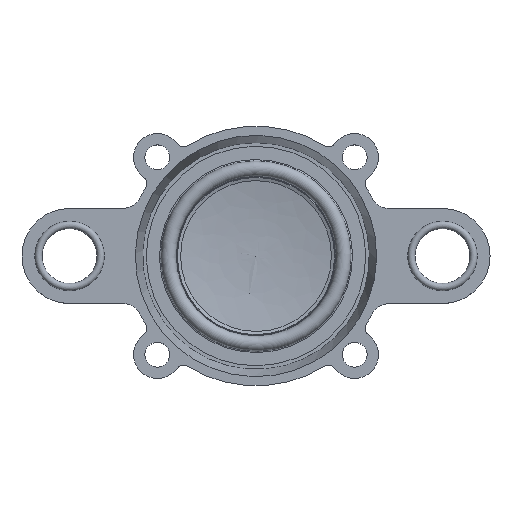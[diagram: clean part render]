
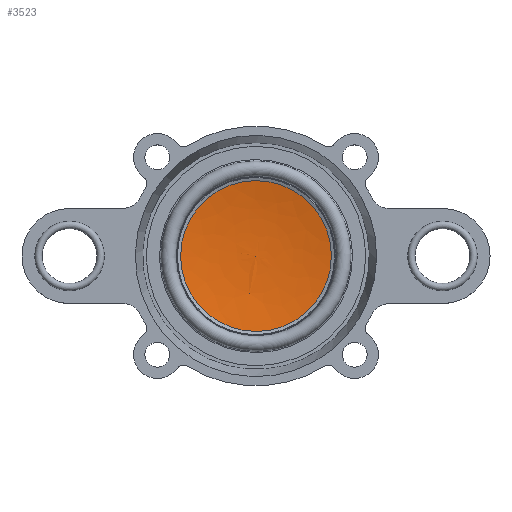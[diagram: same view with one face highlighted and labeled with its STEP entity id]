
A CAD part, top view. The second image highlights one B-rep face of the part: STEP entity #3523.
In plain terms, the highlighted free-form (B-spline) face has degree [2, 2] with [3, 9] control points.
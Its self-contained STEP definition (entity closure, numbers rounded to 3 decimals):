
#60=(
BOUNDED_SURFACE()
B_SPLINE_SURFACE(2,2,((#6737,#6738,#6739,#6740,#6741,#6742,#6743,#6744,
#6745),(#6746,#6747,#6748,#6749,#6750,#6751,#6752,#6753,#6754),(#6755,#6756,
#6757,#6758,#6759,#6760,#6761,#6762,#6763)),.UNSPECIFIED.,.F.,.T.,.F.)
B_SPLINE_SURFACE_WITH_KNOTS((3,3),(3,2,2,2,3),(-1.6,-1.395),
(-3.142,-1.571,0.,1.571,3.142),
 .UNSPECIFIED.)
GEOMETRIC_REPRESENTATION_ITEM()
RATIONAL_B_SPLINE_SURFACE(((1.,0.707,1.,0.707,1.,
0.707,1.,0.707,1.),(0.995,0.703,
0.995,0.703,0.995,0.703,
0.995,0.703,0.995),(1.,0.707,
1.,0.707,1.,0.707,1.,0.707,1.)))
REPRESENTATION_ITEM('')
SURFACE()
);
#126=(
BOUNDED_CURVE()
B_SPLINE_CURVE(2,(#6765,#6766,#6767),.UNSPECIFIED.,.F.,.F.)
B_SPLINE_CURVE_WITH_KNOTS((3,3),(-1.6,-1.395),
 .UNSPECIFIED.)
CURVE()
GEOMETRIC_REPRESENTATION_ITEM()
RATIONAL_B_SPLINE_CURVE((1.,0.995,1.))
REPRESENTATION_ITEM('')
);
#489=CIRCLE('',#3943,10.315);
#490=CIRCLE('',#3944,10.315);
#1196=FACE_OUTER_BOUND('',#1514,.T.);
#1514=EDGE_LOOP('',(#3193,#3194,#3195,#3196));
#1879=VERTEX_POINT('',#6730);
#1880=VERTEX_POINT('',#6731);
#1881=VERTEX_POINT('',#6764);
#2323=EDGE_CURVE('',#1879,#1880,#489,.T.);
#2325=EDGE_CURVE('',#1880,#1879,#490,.T.);
#2326=EDGE_CURVE('',#1881,#1880,#126,.T.);
#3193=ORIENTED_EDGE('',*,*,#2326,.T.);
#3194=ORIENTED_EDGE('',*,*,#2323,.F.);
#3195=ORIENTED_EDGE('',*,*,#2325,.F.);
#3196=ORIENTED_EDGE('',*,*,#2326,.F.);
#3523=ADVANCED_FACE('',(#1196),#60,.T.);
#3943=AXIS2_PLACEMENT_3D('',#6732,#4890,#4891);
#3944=AXIS2_PLACEMENT_3D('',#6736,#4892,#4893);
#4890=DIRECTION('center_axis',(0.,0.,-1.));
#4891=DIRECTION('ref_axis',(0.,1.,0.));
#4892=DIRECTION('center_axis',(0.,0.,-1.));
#4893=DIRECTION('ref_axis',(0.,1.,0.));
#6730=CARTESIAN_POINT('',(0.,-10.315,-0.743));
#6731=CARTESIAN_POINT('',(-10.315,0.,-0.743));
#6732=CARTESIAN_POINT('Origin',(0.,0.,-0.743));
#6736=CARTESIAN_POINT('Origin',(0.,0.,-0.743));
#6737=CARTESIAN_POINT('Ctrl Pts',(0.,0.,
-1.498));
#6738=CARTESIAN_POINT('Ctrl Pts',(0.,0.,
-1.498));
#6739=CARTESIAN_POINT('Ctrl Pts',(0.,0.,
-1.498));
#6740=CARTESIAN_POINT('Ctrl Pts',(0.,0.,
-1.498));
#6741=CARTESIAN_POINT('Ctrl Pts',(0.,0.,
-1.498));
#6742=CARTESIAN_POINT('Ctrl Pts',(0.,0.,
-1.498));
#6743=CARTESIAN_POINT('Ctrl Pts',(0.,0.,
-1.498));
#6744=CARTESIAN_POINT('Ctrl Pts',(0.,0.,
-1.498));
#6745=CARTESIAN_POINT('Ctrl Pts',(0.,0.,
-1.498));
#6746=CARTESIAN_POINT('Ctrl Pts',(-5.196,0.,
-1.65));
#6747=CARTESIAN_POINT('Ctrl Pts',(-5.196,-5.196,-1.65));
#6748=CARTESIAN_POINT('Ctrl Pts',(0.,-5.196,
-1.65));
#6749=CARTESIAN_POINT('Ctrl Pts',(5.196,-5.196,-1.65));
#6750=CARTESIAN_POINT('Ctrl Pts',(5.196,0.,
-1.65));
#6751=CARTESIAN_POINT('Ctrl Pts',(5.196,5.196,-1.65));
#6752=CARTESIAN_POINT('Ctrl Pts',(0.,5.196,
-1.65));
#6753=CARTESIAN_POINT('Ctrl Pts',(-5.196,5.196,-1.65));
#6754=CARTESIAN_POINT('Ctrl Pts',(-5.196,0.,
-1.65));
#6755=CARTESIAN_POINT('Ctrl Pts',(-10.315,0.,
-0.743));
#6756=CARTESIAN_POINT('Ctrl Pts',(-10.315,-10.315,-0.743));
#6757=CARTESIAN_POINT('Ctrl Pts',(0.,-10.315,
-0.743));
#6758=CARTESIAN_POINT('Ctrl Pts',(10.315,-10.315,-0.743));
#6759=CARTESIAN_POINT('Ctrl Pts',(10.315,0.,
-0.743));
#6760=CARTESIAN_POINT('Ctrl Pts',(10.315,10.315,-0.743));
#6761=CARTESIAN_POINT('Ctrl Pts',(0.,10.315,
-0.743));
#6762=CARTESIAN_POINT('Ctrl Pts',(-10.315,10.315,-0.743));
#6763=CARTESIAN_POINT('Ctrl Pts',(-10.315,0.,
-0.743));
#6764=CARTESIAN_POINT('',(0.,0.,-1.498));
#6765=CARTESIAN_POINT('Ctrl Pts',(0.,0.,
-1.498));
#6766=CARTESIAN_POINT('Ctrl Pts',(-5.196,0.,
-1.65));
#6767=CARTESIAN_POINT('Ctrl Pts',(-10.315,0.,
-0.743));
